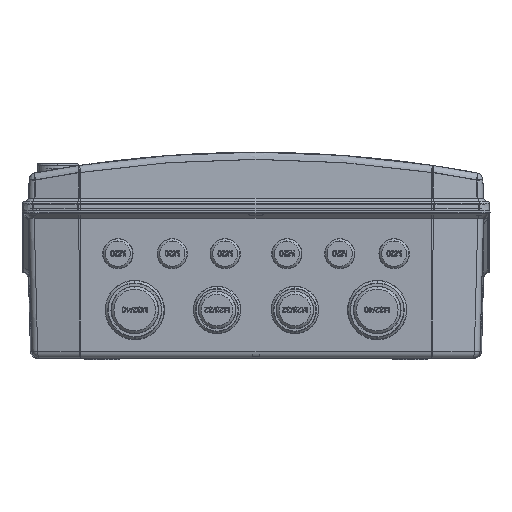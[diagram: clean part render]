
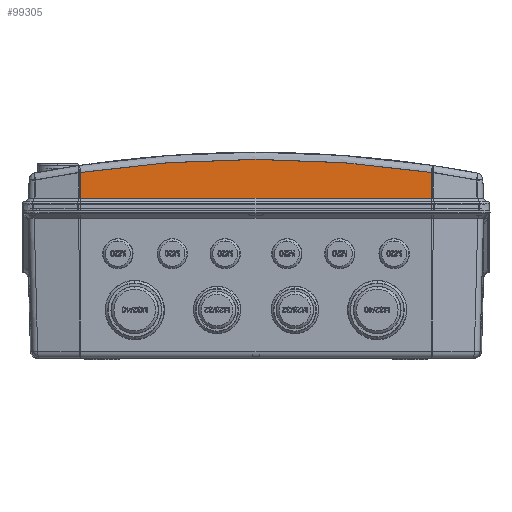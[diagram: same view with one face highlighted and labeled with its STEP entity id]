
A CAD part, left-side view. The second image highlights one B-rep face of the part: STEP entity #99305.
In plain terms, the highlighted face is planar.
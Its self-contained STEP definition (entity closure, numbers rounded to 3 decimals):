
#2795 = CARTESIAN_POINT ( 'NONE',  ( 79.753, 131.412, -451.677 ) ) ;
#4187 = VERTEX_POINT ( 'NONE', #163670 ) ;
#7504 = EDGE_CURVE ( 'NONE', #4187, #189172, #203596, .T. ) ;
#8024 = CARTESIAN_POINT ( 'NONE',  ( 39.932, 134.386, -451.6 ) ) ;
#12136 = CARTESIAN_POINT ( 'NONE',  ( -119.352, 126.215, -451.814 ) ) ;
#18132 = LINE ( 'NONE', #87831, #65118 ) ;
#18662 = EDGE_CURVE ( 'NONE', #125329, #189172, #27680, .T. ) ;
#24206 = FACE_OUTER_BOUND ( 'NONE', #199771, .T. ) ;
#26029 = CARTESIAN_POINT ( 'NONE',  ( 99.608, 129.182, -451.736 ) ) ;
#27680 = B_SPLINE_CURVE_WITH_KNOTS ( 'NONE', 3,
 ( #207479, #26029, #2795, #8024, #175902, #60905 ),
 .UNSPECIFIED., .F., .F.,
 ( 4, 2, 4 ),
 ( 0., 0.25, 0.5 ),
 .UNSPECIFIED. ) ;
#29018 = CARTESIAN_POINT ( 'NONE',  ( -60.549, 132.846, -451.64 ) ) ;
#43633 = CARTESIAN_POINT ( 'NONE',  ( -61.169, 132.799, -451.641 ) ) ;
#46948 = CARTESIAN_POINT ( 'NONE',  ( -64.276, 132.557, -451.647 ) ) ;
#49332 = VECTOR ( 'NONE', #121555, 1000. ) ;
#49734 = ORIENTED_EDGE ( 'NONE', *, *, #130784, .T. ) ;
#60905 = CARTESIAN_POINT ( 'NONE',  ( 0., 135.131, -451.58 ) ) ;
#60959 = VECTOR ( 'NONE', #175332, 1000. ) ;
#65118 = VECTOR ( 'NONE', #191256, 1000. ) ;
#68140 = CARTESIAN_POINT ( 'NONE',  ( 119.352, 126.215, -451.814 ) ) ;
#68469 = EDGE_CURVE ( 'NONE', #222173, #166576, #18132, .T. ) ;
#72076 = ORIENTED_EDGE ( 'NONE', *, *, #174422, .F. ) ;
#73015 = CARTESIAN_POINT ( 'NONE',  ( -119.405, 108.54, -452.276 ) ) ;
#75899 = CARTESIAN_POINT ( 'NONE',  ( 0., 100., -452.5 ) ) ;
#82933 = CARTESIAN_POINT ( 'NONE',  ( 0., 135.131, -451.58 ) ) ;
#87831 = CARTESIAN_POINT ( 'NONE',  ( 0., 108.54, -452.276 ) ) ;
#88339 = AXIS2_PLACEMENT_3D ( 'NONE', #75899, #191769, #175993 ) ;
#98706 = CARTESIAN_POINT ( 'NONE',  ( -68.624, 132.201, -451.657 ) ) ;
#99305 = ADVANCED_FACE ( 'NONE', ( #24206 ), #195087, .T. ) ;
#99829 = CARTESIAN_POINT ( 'NONE',  ( -109.489, 127.697, -451.775 ) ) ;
#110254 = ORIENTED_EDGE ( 'NONE', *, *, #7504, .T. ) ;
#121555 = DIRECTION ( 'NONE',  ( 0.003, -1., -0.026 ) ) ;
#125329 = VERTEX_POINT ( 'NONE', #68140 ) ;
#130784 = EDGE_CURVE ( 'NONE', #125329, #222173, #154157, .T. ) ;
#137290 = CARTESIAN_POINT ( 'NONE',  ( 119.405, 108.54, -452.276 ) ) ;
#138775 = ORIENTED_EDGE ( 'NONE', *, *, #68469, .T. ) ;
#149330 = CARTESIAN_POINT ( 'NONE',  ( -77.313, 131.429, -451.677 ) ) ;
#154157 = LINE ( 'NONE', #137290, #49332 ) ;
#159576 = LINE ( 'NONE', #73015, #60959 ) ;
#163670 = CARTESIAN_POINT ( 'NONE',  ( -119.352, 126.215, -451.814 ) ) ;
#166576 = VERTEX_POINT ( 'NONE', #191919 ) ;
#167280 = CARTESIAN_POINT ( 'NONE',  ( -39.978, 134.385, -451.6 ) ) ;
#174422 = EDGE_CURVE ( 'NONE', #4187, #166576, #159576, .T. ) ;
#175332 = DIRECTION ( 'NONE',  ( -0.003, -1., -0.026 ) ) ;
#175902 = CARTESIAN_POINT ( 'NONE',  ( 19.966, 135.131, -451.58 ) ) ;
#175993 = DIRECTION ( 'NONE',  ( -1., 0., 0. ) ) ;
#180812 = CARTESIAN_POINT ( 'NONE',  ( -62.412, 132.703, -451.644 ) ) ;
#185044 = ORIENTED_EDGE ( 'NONE', *, *, #18662, .F. ) ;
#189172 = VERTEX_POINT ( 'NONE', #218312 ) ;
#191256 = DIRECTION ( 'NONE',  ( -1., 0., 0. ) ) ;
#191769 = DIRECTION ( 'NONE',  ( 0., 0.026, -1. ) ) ;
#191919 = CARTESIAN_POINT ( 'NONE',  ( -119.405, 108.54, -452.276 ) ) ;
#195087 = PLANE ( 'NONE',  #88339 ) ;
#199771 = EDGE_LOOP ( 'NONE', ( #49734, #138775, #72076, #110254, #185044 ) ) ;
#203596 = B_SPLINE_CURVE_WITH_KNOTS ( 'NONE', 3,
 ( #12136, #99829, #214603, #149330, #98706, #46948, #180812, #43633, #29018, #167280, #219024, #82933 ),
 .UNSPECIFIED., .F., .F.,
 ( 4, 1, 1, 1, 1, 2, 2, 4 ),
 ( 0., 0.125, 0.188, 0.219, 0.234, 0.242, 0.25, 0.5 ),
 .UNSPECIFIED. ) ;
#207479 = CARTESIAN_POINT ( 'NONE',  ( 119.352, 126.215, -451.814 ) ) ;
#214603 = CARTESIAN_POINT ( 'NONE',  ( -94.664, 129.643, -451.724 ) ) ;
#218312 = CARTESIAN_POINT ( 'NONE',  ( 0., 135.131, -451.58 ) ) ;
#219024 = CARTESIAN_POINT ( 'NONE',  ( -20.003, 135.131, -451.58 ) ) ;
#219473 = CARTESIAN_POINT ( 'NONE',  ( 119.405, 108.54, -452.276 ) ) ;
#222173 = VERTEX_POINT ( 'NONE', #219473 ) ;
